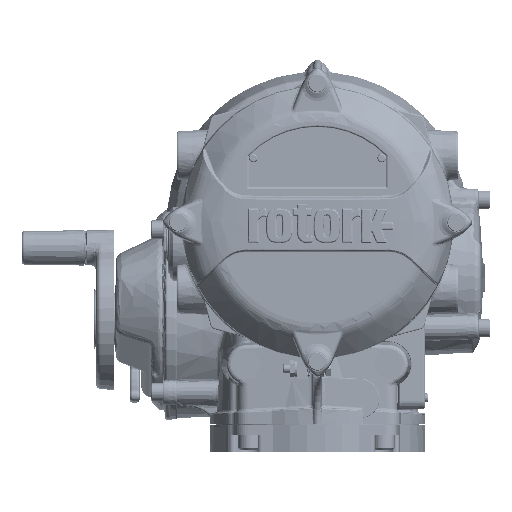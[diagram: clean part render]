
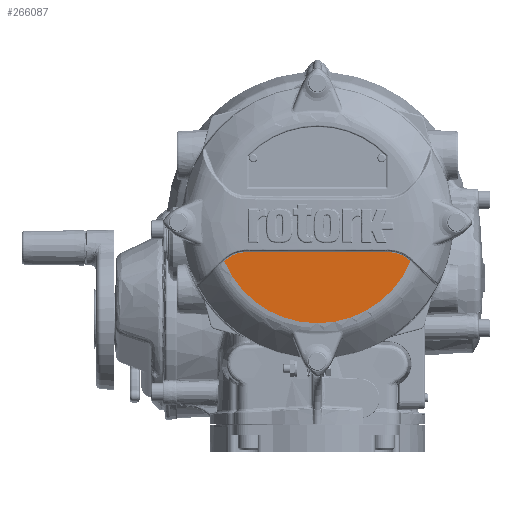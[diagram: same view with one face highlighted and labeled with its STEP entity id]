
A CAD part, front view. The second image highlights one B-rep face of the part: STEP entity #266087.
In plain terms, the highlighted planar face has unit normal (0, -1, 0).
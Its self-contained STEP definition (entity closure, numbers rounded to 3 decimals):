
#11151=CIRCLE('',#279708,20.901);
#11157=CIRCLE('',#279716,20.901);
#11222=CIRCLE('',#279884,71.069);
#18854=LINE('',#426201,#28928);
#28928=VECTOR('',#306672,1000.);
#62278=ORIENTED_EDGE('',*,*,#106138,.T.);
#62279=ORIENTED_EDGE('',*,*,#106189,.F.);
#62280=ORIENTED_EDGE('',*,*,#106124,.T.);
#62281=ORIENTED_EDGE('',*,*,#106127,.T.);
#62282=ORIENTED_EDGE('',*,*,#105912,.T.);
#62283=ORIENTED_EDGE('',*,*,#105907,.T.);
#62284=ORIENTED_EDGE('',*,*,#105904,.T.);
#62285=ORIENTED_EDGE('',*,*,#106135,.T.);
#105904=EDGE_CURVE('',#129325,#129324,#11151,.F.);
#105907=EDGE_CURVE('',#129327,#129325,#18854,.T.);
#105912=EDGE_CURVE('',#129330,#129327,#11157,.F.);
#106124=EDGE_CURVE('',#129431,#129430,#144493,.T.);
#106127=EDGE_CURVE('',#129430,#129330,#144495,.T.);
#106135=EDGE_CURVE('',#129324,#129436,#144500,.T.);
#106138=EDGE_CURVE('',#129436,#129438,#144502,.T.);
#106189=EDGE_CURVE('',#129431,#129438,#11222,.T.);
#129324=VERTEX_POINT('',#426194);
#129325=VERTEX_POINT('',#426196);
#129327=VERTEX_POINT('',#426202);
#129330=VERTEX_POINT('',#426209);
#129430=VERTEX_POINT('',#427341);
#129431=VERTEX_POINT('',#427346);
#129436=VERTEX_POINT('',#427415);
#129438=VERTEX_POINT('',#427438);
#144493=B_SPLINE_CURVE_WITH_KNOTS('',3,(#427342,#427343,#427344,#427345),
 .UNSPECIFIED.,.F.,.F.,(4,4),(0.,0.001),.UNSPECIFIED.);
#144495=B_SPLINE_CURVE_WITH_KNOTS('',3,(#427365,#427366,#427367,#427368),
 .UNSPECIFIED.,.F.,.F.,(4,4),(0.,0.002),.UNSPECIFIED.);
#144500=B_SPLINE_CURVE_WITH_KNOTS('',3,(#427416,#427417,#427418,#427419),
 .UNSPECIFIED.,.F.,.F.,(4,4),(0.,0.002),.UNSPECIFIED.);
#144502=B_SPLINE_CURVE_WITH_KNOTS('',3,(#427439,#427440,#427441,#427442),
 .UNSPECIFIED.,.F.,.F.,(4,4),(0.,0.001),.UNSPECIFIED.);
#155063=EDGE_LOOP('',(#62278,#62279,#62280,#62281,#62282,#62283,#62284,
#62285));
#167705=FACE_BOUND('',#155063,.T.);
#175910=PLANE('',#279883);
#266087=ADVANCED_FACE('',(#167705),#175910,.F.);
#279708=AXIS2_PLACEMENT_3D('',#426195,#306664,#306665);
#279716=AXIS2_PLACEMENT_3D('',#426211,#306682,#306683);
#279883=AXIS2_PLACEMENT_3D('',#428061,#307083,#307084);
#279884=AXIS2_PLACEMENT_3D('',#428062,#307085,#307086);
#306664=DIRECTION('',(0.,1.,0.));
#306665=DIRECTION('',(-1.,0.,0.));
#306672=DIRECTION('',(-1.,0.,0.));
#306682=DIRECTION('',(0.,1.,0.));
#306683=DIRECTION('',(-1.,0.,0.));
#307083=DIRECTION('',(0.,1.,0.));
#307084=DIRECTION('',(-1.,0.,0.));
#307085=DIRECTION('',(0.,1.,0.));
#307086=DIRECTION('',(-1.,0.,0.));
#426194=CARTESIAN_POINT('',(-63.035,-213.5,-25.314));
#426195=CARTESIAN_POINT('',(-50.415,-213.5,-41.976));
#426196=CARTESIAN_POINT('',(-50.415,-213.5,-21.075));
#426201=CARTESIAN_POINT('',(-50.415,-213.5,-21.075));
#426202=CARTESIAN_POINT('',(50.415,-213.5,-21.075));
#426209=CARTESIAN_POINT('',(63.035,-213.5,-25.314));
#426211=CARTESIAN_POINT('',(50.415,-213.5,-41.976));
#427341=CARTESIAN_POINT('',(64.71,-213.5,-26.677));
#427342=CARTESIAN_POINT('',(65.572,-213.5,-27.405));
#427343=CARTESIAN_POINT('',(65.281,-213.5,-27.167));
#427344=CARTESIAN_POINT('',(64.994,-213.5,-26.924));
#427345=CARTESIAN_POINT('',(64.71,-213.5,-26.677));
#427346=CARTESIAN_POINT('',(65.572,-213.5,-27.405));
#427365=CARTESIAN_POINT('',(64.71,-213.5,-26.677));
#427366=CARTESIAN_POINT('',(64.166,-213.5,-26.206));
#427367=CARTESIAN_POINT('',(63.609,-213.5,-25.749));
#427368=CARTESIAN_POINT('',(63.035,-213.5,-25.314));
#427415=CARTESIAN_POINT('',(-64.71,-213.5,-26.677));
#427416=CARTESIAN_POINT('',(-63.035,-213.5,-25.314));
#427417=CARTESIAN_POINT('',(-63.609,-213.5,-25.749));
#427418=CARTESIAN_POINT('',(-64.166,-213.5,-26.206));
#427419=CARTESIAN_POINT('',(-64.71,-213.5,-26.677));
#427438=CARTESIAN_POINT('',(-65.572,-213.5,-27.405));
#427439=CARTESIAN_POINT('',(-64.71,-213.5,-26.677));
#427440=CARTESIAN_POINT('',(-64.994,-213.5,-26.924));
#427441=CARTESIAN_POINT('',(-65.281,-213.5,-27.167));
#427442=CARTESIAN_POINT('',(-65.572,-213.5,-27.405));
#428061=CARTESIAN_POINT('',(71.069,-213.5,0.));
#428062=CARTESIAN_POINT('',(0.,-213.5,0.));
